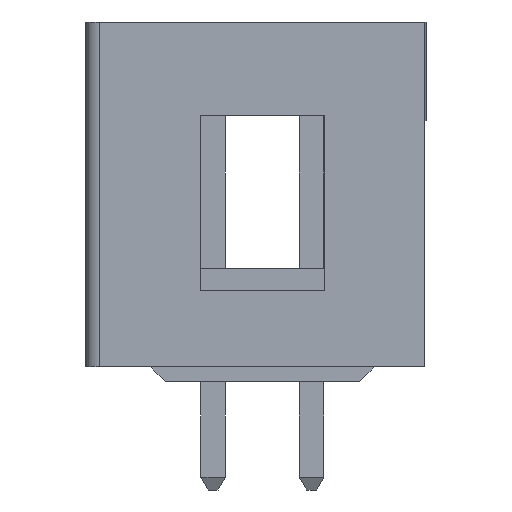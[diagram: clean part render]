
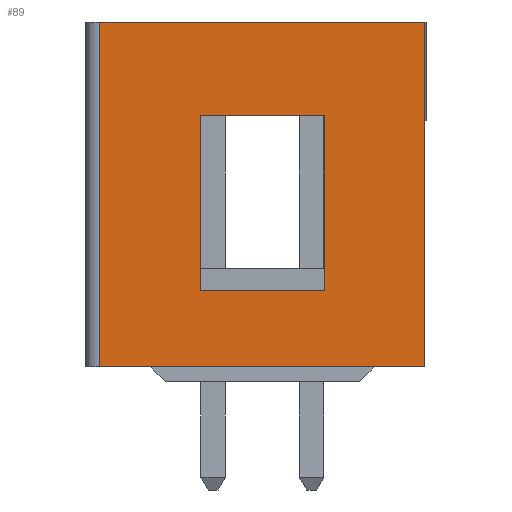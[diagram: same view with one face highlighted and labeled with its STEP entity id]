
A CAD part, left-side view. The second image highlights one B-rep face of the part: STEP entity #89.
In plain terms, the highlighted planar face has unit normal (-1, 0, 0).
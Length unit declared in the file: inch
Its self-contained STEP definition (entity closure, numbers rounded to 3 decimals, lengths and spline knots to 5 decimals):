
#37=FACE_BOUND('',#1081,.T.);
#38=FACE_BOUND('',#1082,.T.);
#89=ADVANCED_FACE('',(#37,#38),#422,.T.);
#422=PLANE('',#5757);
#1081=EDGE_LOOP('',(#1493,#1494,#1495,#1496));
#1082=EDGE_LOOP('',(#1497,#1498,#1499,#1500));
#1493=ORIENTED_EDGE('',*,*,#3494,.F.);
#1494=ORIENTED_EDGE('',*,*,#3495,.T.);
#1495=ORIENTED_EDGE('',*,*,#3496,.T.);
#1496=ORIENTED_EDGE('',*,*,#3497,.F.);
#1497=ORIENTED_EDGE('',*,*,#3468,.T.);
#1498=ORIENTED_EDGE('',*,*,#3482,.T.);
#1499=ORIENTED_EDGE('',*,*,#3498,.F.);
#1500=ORIENTED_EDGE('',*,*,#3499,.T.);
#2998=VERTEX_POINT('',#7566);
#2999=VERTEX_POINT('',#7568);
#3010=VERTEX_POINT('',#7594);
#3017=VERTEX_POINT('',#7615);
#3018=VERTEX_POINT('',#7616);
#3019=VERTEX_POINT('',#7618);
#3020=VERTEX_POINT('',#7620);
#3021=VERTEX_POINT('',#7623);
#3468=EDGE_CURVE('',#2999,#2998,#4237,.T.);
#3482=EDGE_CURVE('',#2998,#3010,#4249,.T.);
#3494=EDGE_CURVE('',#3017,#3018,#4260,.T.);
#3495=EDGE_CURVE('',#3017,#3019,#4261,.T.);
#3496=EDGE_CURVE('',#3019,#3020,#4262,.T.);
#3497=EDGE_CURVE('',#3018,#3020,#4263,.T.);
#3498=EDGE_CURVE('',#3021,#3010,#4264,.T.);
#3499=EDGE_CURVE('',#3021,#2999,#4265,.T.);
#4237=LINE('',#7567,#5000);
#4249=LINE('',#7595,#5012);
#4260=LINE('',#7614,#5023);
#4261=LINE('',#7617,#5024);
#4262=LINE('',#7619,#5025);
#4263=LINE('',#7621,#5026);
#4264=LINE('',#7622,#5027);
#4265=LINE('',#7624,#5028);
#5000=VECTOR('',#6111,1.);
#5012=VECTOR('',#6131,1.);
#5023=VECTOR('',#6146,1.);
#5024=VECTOR('',#6147,1.);
#5025=VECTOR('',#6148,1.);
#5026=VECTOR('',#6149,1.);
#5027=VECTOR('',#6150,1.);
#5028=VECTOR('',#6151,1.);
#5757=AXIS2_PLACEMENT_3D('',#7625,#6152,#6153);
#6111=DIRECTION('',(0.,0.,1.));
#6131=DIRECTION('',(0.,1.,0.));
#6146=DIRECTION('',(0.,-1.,0.));
#6147=DIRECTION('',(0.,0.,1.));
#6148=DIRECTION('',(0.,-1.,0.));
#6149=DIRECTION('',(0.,0.,1.));
#6150=DIRECTION('',(0.,0.,1.));
#6151=DIRECTION('',(0.,-1.,0.));
#6152=DIRECTION('',(-1.,0.,0.));
#6153=DIRECTION('',(0.,0.,1.));
#7566=CARTESIAN_POINT('',(0.,0.,0.35));
#7567=CARTESIAN_POINT('',(0.,0.,0.));
#7568=CARTESIAN_POINT('',(0.,0.,0.));
#7594=CARTESIAN_POINT('',(0.,0.33,0.35));
#7595=CARTESIAN_POINT('',(0.,0.165,0.35));
#7614=CARTESIAN_POINT('',(0.,0.228,0.077));
#7615=CARTESIAN_POINT('',(0.,0.228,0.077));
#7616=CARTESIAN_POINT('',(0.,0.102,0.077));
#7617=CARTESIAN_POINT('',(0.,0.228,0.077));
#7618=CARTESIAN_POINT('',(0.,0.228,0.255));
#7619=CARTESIAN_POINT('',(0.,0.228,0.255));
#7620=CARTESIAN_POINT('',(0.,0.102,0.255));
#7621=CARTESIAN_POINT('',(0.,0.102,0.077));
#7622=CARTESIAN_POINT('',(0.,0.33,0.));
#7623=CARTESIAN_POINT('',(0.,0.33,0.));
#7624=CARTESIAN_POINT('',(0.,0.165,0.));
#7625=CARTESIAN_POINT('',(0.,0.165,0.));
